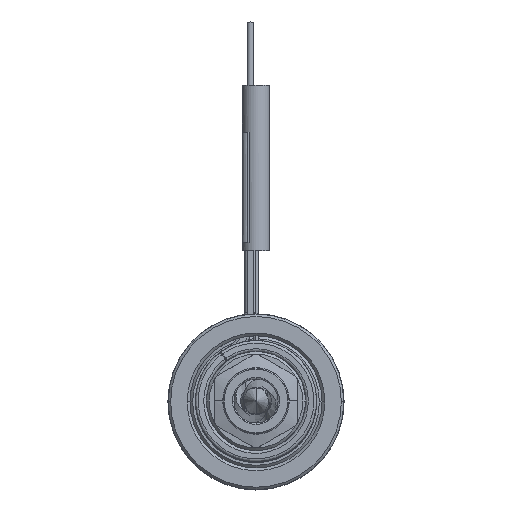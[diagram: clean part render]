
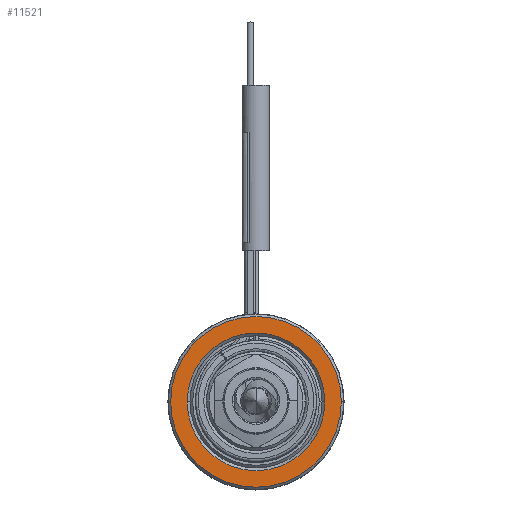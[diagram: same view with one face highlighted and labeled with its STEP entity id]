
A CAD part, top view. The second image highlights one B-rep face of the part: STEP entity #11521.
In plain terms, the highlighted planar face has unit normal (0, 0, 1).
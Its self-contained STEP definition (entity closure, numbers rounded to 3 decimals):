
#2501=CARTESIAN_POINT('',(0.,0.,25.));
#2502=DIRECTION('',(0.,0.,-1.));
#2503=DIRECTION('',(-1.,0.,0.));
#2504=AXIS2_PLACEMENT_3D('',#2501,#2502,#2503);
#2515=CARTESIAN_POINT('',(0.,0.,25.));
#2516=DIRECTION('',(0.,0.,-1.));
#2517=DIRECTION('',(1.,0.,0.));
#2518=AXIS2_PLACEMENT_3D('',#2515,#2516,#2517);
#2529=CARTESIAN_POINT('',(0.,0.,
25.));
#2530=DIRECTION('',(0.,0.,-1.));
#2531=DIRECTION('',(1.,0.,0.));
#2532=AXIS2_PLACEMENT_3D('',#2529,#2530,#2531);
#2543=CARTESIAN_POINT('',(0.,0.,25.));
#2544=DIRECTION('',(0.,0.,-1.));
#2545=DIRECTION('',(-1.,0.,0.));
#2546=AXIS2_PLACEMENT_3D('',#2543,#2544,#2545);
#7470=CARTESIAN_POINT('',(15.5,0.,25.));
#7471=CARTESIAN_POINT('',(-15.5,0.,
25.));
#7472=VERTEX_POINT('',#7470);
#7473=VERTEX_POINT('',#7471);
#7474=CARTESIAN_POINT('',(12.5,0.,25.));
#7475=CARTESIAN_POINT('',(-12.5,0.,25.));
#7476=VERTEX_POINT('',#7474);
#7477=VERTEX_POINT('',#7475);
#11506=CARTESIAN_POINT('',(0.,0.,25.));
#11507=DIRECTION('',(0.,0.,1.));
#11508=DIRECTION('',(-1.,0.,0.));
#11509=AXIS2_PLACEMENT_3D('',#11506,#11507,#11508);
#11510=PLANE('',#11509);
#11511=ORIENTED_EDGE('',*,*,#11488,.T.);
#11512=ORIENTED_EDGE('',*,*,#11473,.T.);
#11513=EDGE_LOOP('',(#11511,#11512));
#11514=FACE_OUTER_BOUND('',#11513,.F.);
#11516=ORIENTED_EDGE('',*,*,#11515,.F.);
#11518=ORIENTED_EDGE('',*,*,#11517,.F.);
#11519=EDGE_LOOP('',(#11516,#11518));
#11520=FACE_BOUND('',#11519,.F.);
#2505=CIRCLE('',#2504,15.5);
#2519=CIRCLE('',#2518,15.5);
#2533=CIRCLE('',#2532,12.5);
#2547=CIRCLE('',#2546,12.5);
#11473=EDGE_CURVE('',#7473,#7472,#2505,.T.);
#11488=EDGE_CURVE('',#7472,#7473,#2519,.T.);
#11515=EDGE_CURVE('',#7476,#7477,#2533,.T.);
#11517=EDGE_CURVE('',#7477,#7476,#2547,.T.);
#11521=ADVANCED_FACE('',(#11514,#11520),#11510,.T.);
